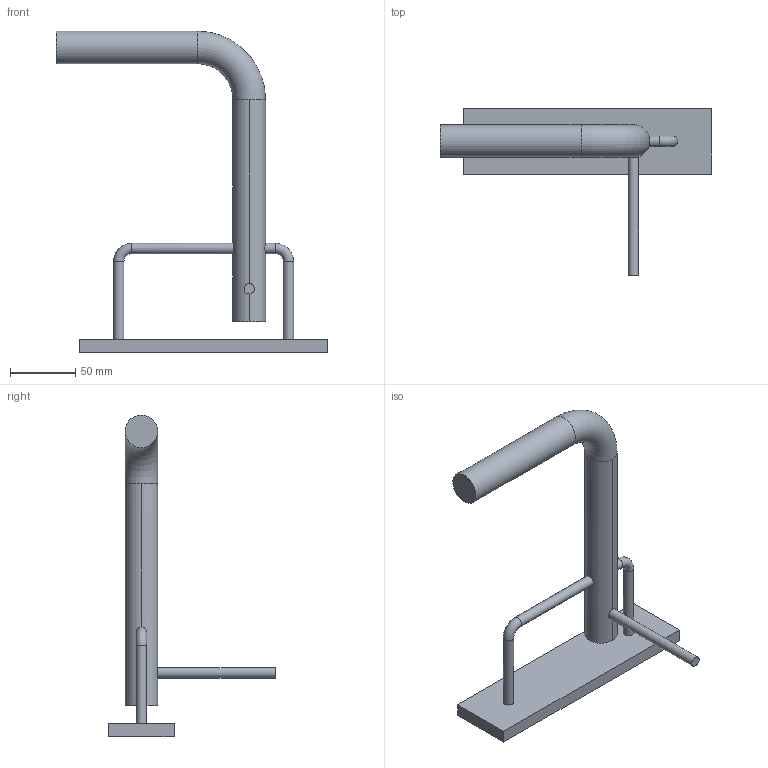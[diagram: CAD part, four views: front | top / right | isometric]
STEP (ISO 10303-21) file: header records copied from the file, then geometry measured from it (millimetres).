
FILE_DESCRIPTION(/* description */ (''),/* implementation_level */ '2;1');
FILE_NAME(/* name */ 'throttle peda; ikr v1 step.step',/* time_stamp */ '2024-10-12T16:23:54+05:30',/* author */ (''),/* organization */ (''),/* preprocessor_version */ 'ST-DEVELOPER v20',/* originating_system */ 'Autodesk Translation Framework v13.20.0.188',/* authorisation */ '');
FILE_SCHEMA (('AUTOMOTIVE_DESIGN { 1 0 10303 214 3 1 1 }'));
Length unit declared in the file: millimetre
Bounding box: 207.74 x 127.5 x 246.5 mm (x, y, z)
Volume: 278601.7 mm3; surface area: 59648.5 mm2
Topology: 2 solids, 2 shells, 22 faces, 50 edges, 33 vertices
Faces by surface type: plane 11, cylinder 8, torus 3
Full cylindrical faces by diameter (mm): 8 x5, 25 x1
Entity records: 727 total; most frequent: CARTESIAN_POINT 174, DIRECTION 116, ORIENTED_EDGE 100, EDGE_CURVE 50, AXIS2_PLACEMENT_3D 46, VERTEX_POINT 33, EDGE_LOOP 25, LINE 24
